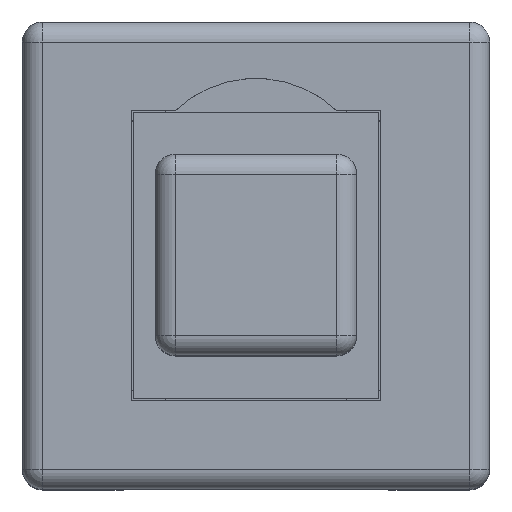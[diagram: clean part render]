
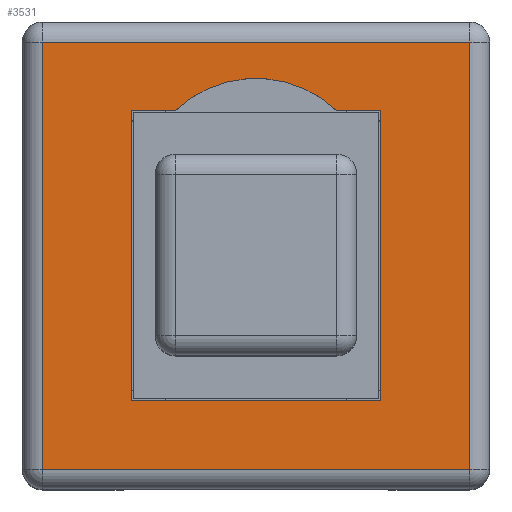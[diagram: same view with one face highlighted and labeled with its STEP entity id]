
A CAD part, top view. The second image highlights one B-rep face of the part: STEP entity #3531.
In plain terms, the highlighted planar face has unit normal (0, 0, 1).
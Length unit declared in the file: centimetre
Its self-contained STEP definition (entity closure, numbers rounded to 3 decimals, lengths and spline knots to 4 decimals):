
#232=LINE('',#6523,#685);
#235=LINE('',#6528,#688);
#237=LINE('',#6532,#690);
#247=LINE('',#6570,#700);
#253=LINE('',#6599,#706);
#255=LINE('',#6602,#708);
#257=LINE('',#6605,#710);
#272=LINE('',#6634,#725);
#273=LINE('',#6636,#726);
#685=VECTOR('',#4262,1.);
#688=VECTOR('',#4267,1.);
#690=VECTOR('',#4271,1.);
#700=VECTOR('',#4309,1.);
#706=VECTOR('',#4341,1.);
#708=VECTOR('',#4345,1.);
#710=VECTOR('',#4349,1.);
#725=VECTOR('',#4370,1.);
#726=VECTOR('',#4371,1.);
#1011=PLANE('',#3776);
#1119=FACE_BOUND('',#1417,.T.);
#1217=FACE_OUTER_BOUND('',#1416,.T.);
#1416=EDGE_LOOP('',(#2897,#2898,#2899,#2900));
#1417=EDGE_LOOP('',(#2901,#2902,#2903,#2904,#2905,#2906));
#1574=CIRCLE('',#3777,0.145);
#1738=VERTEX_POINT('',#6520);
#1739=VERTEX_POINT('',#6522);
#1740=VERTEX_POINT('',#6526);
#1741=VERTEX_POINT('',#6530);
#1747=VERTEX_POINT('',#6544);
#1752=VERTEX_POINT('',#6557);
#1757=VERTEX_POINT('',#6573);
#1762=VERTEX_POINT('',#6586);
#1776=VERTEX_POINT('',#6633);
#1777=VERTEX_POINT('',#6635);
#2129=EDGE_CURVE('',#1739,#1738,#232,.T.);
#2132=EDGE_CURVE('',#1738,#1740,#235,.T.);
#2134=EDGE_CURVE('',#1740,#1741,#237,.T.);
#2152=EDGE_CURVE('',#1747,#1752,#247,.T.);
#2166=EDGE_CURVE('',#1752,#1762,#253,.T.);
#2168=EDGE_CURVE('',#1762,#1757,#255,.T.);
#2170=EDGE_CURVE('',#1757,#1747,#257,.T.);
#2185=EDGE_CURVE('',#1741,#1776,#272,.T.);
#2186=EDGE_CURVE('',#1776,#1777,#273,.T.);
#2187=EDGE_CURVE('',#1777,#1739,#1574,.T.);
#2897=ORIENTED_EDGE('',*,*,#2152,.F.);
#2898=ORIENTED_EDGE('',*,*,#2170,.F.);
#2899=ORIENTED_EDGE('',*,*,#2168,.F.);
#2900=ORIENTED_EDGE('',*,*,#2166,.F.);
#2901=ORIENTED_EDGE('',*,*,#2185,.T.);
#2902=ORIENTED_EDGE('',*,*,#2186,.T.);
#2903=ORIENTED_EDGE('',*,*,#2187,.T.);
#2904=ORIENTED_EDGE('',*,*,#2129,.T.);
#2905=ORIENTED_EDGE('',*,*,#2132,.T.);
#2906=ORIENTED_EDGE('',*,*,#2134,.T.);
#3531=ADVANCED_FACE('',(#1217,#1119),#1011,.T.);
#3776=AXIS2_PLACEMENT_3D('',#6632,#4368,#4369);
#3777=AXIS2_PLACEMENT_3D('',#6637,#4372,#4373);
#4262=DIRECTION('',(1.,0.,0.));
#4267=DIRECTION('',(0.,-1.,0.));
#4271=DIRECTION('',(-1.,0.,0.));
#4309=DIRECTION('',(-1.,0.,0.));
#4341=DIRECTION('',(0.,1.,0.));
#4345=DIRECTION('',(1.,0.,0.));
#4349=DIRECTION('',(0.,-1.,0.));
#4368=DIRECTION('center_axis',(0.,0.,
1.));
#4369=DIRECTION('ref_axis',(-1.,0.,0.));
#4370=DIRECTION('',(0.,1.,0.));
#4371=DIRECTION('',(1.,0.,0.));
#4372=DIRECTION('center_axis',(0.,0.,
-1.));
#4373=DIRECTION('ref_axis',(-0.69,-0.724,0.));
#6520=CARTESIAN_POINT('',(0.155,0.18,0.5));
#6522=CARTESIAN_POINT('',(0.1,0.18,0.5));
#6523=CARTESIAN_POINT('',(0.05,0.18,0.5));
#6526=CARTESIAN_POINT('',(0.155,-0.18,0.5));
#6528=CARTESIAN_POINT('',(0.155,0.09,0.5));
#6530=CARTESIAN_POINT('',(-0.155,-0.18,0.5));
#6532=CARTESIAN_POINT('',(0.0775,-0.18,0.5));
#6544=CARTESIAN_POINT('',(0.265,-0.265,0.5));
#6557=CARTESIAN_POINT('',(-0.265,-0.265,0.5));
#6570=CARTESIAN_POINT('',(0.145,-0.265,0.5));
#6573=CARTESIAN_POINT('',(0.265,0.265,0.5));
#6586=CARTESIAN_POINT('',(-0.265,0.265,0.5));
#6599=CARTESIAN_POINT('',(-0.265,-0.145,0.5));
#6602=CARTESIAN_POINT('',(-0.145,0.265,0.5));
#6605=CARTESIAN_POINT('',(0.265,0.145,0.5));
#6632=CARTESIAN_POINT('Origin',(0.,0.,
0.5));
#6633=CARTESIAN_POINT('',(-0.155,0.18,0.5));
#6634=CARTESIAN_POINT('',(-0.155,-0.09,0.5));
#6635=CARTESIAN_POINT('',(-0.1,0.18,0.5));
#6636=CARTESIAN_POINT('',(-0.0775,0.18,0.5));
#6637=CARTESIAN_POINT('Origin',(0.,0.075,
0.5));
